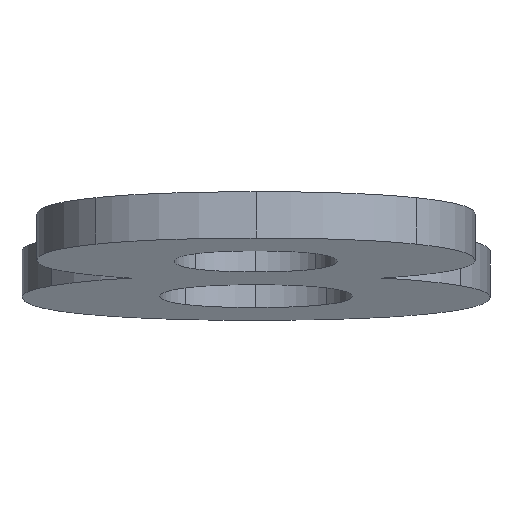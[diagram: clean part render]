
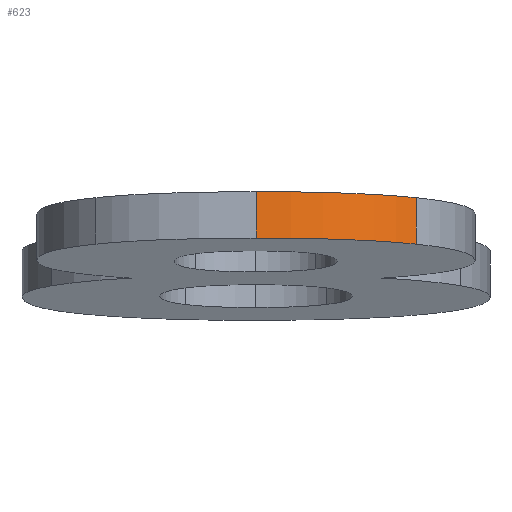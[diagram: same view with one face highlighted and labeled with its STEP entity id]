
A CAD part, left-side view. The second image highlights one B-rep face of the part: STEP entity #623.
In plain terms, the highlighted free-form (B-spline) face has degree [3, 1] with [4, 2] control points.
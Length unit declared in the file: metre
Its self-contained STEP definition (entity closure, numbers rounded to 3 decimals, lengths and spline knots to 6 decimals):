
#35=LINE('',#1117,#67);
#36=LINE('',#1126,#68);
#67=VECTOR('',#696,1.);
#68=VECTOR('',#697,1.);
#95=B_SPLINE_SURFACE_WITH_KNOTS('',3,1,((#1118,#1119),(#1120,#1121),(#1122,
#1123),(#1124,#1125)),.SURF_OF_LINEAR_EXTRUSION.,.F.,.F.,.F.,(4,4),(2,2),
(0.,1.),(0.,1.),.PIECEWISE_BEZIER_KNOTS.);
#252=ORIENTED_EDGE('',*,*,#390,.F.);
#253=ORIENTED_EDGE('',*,*,#324,.T.);
#254=ORIENTED_EDGE('',*,*,#389,.T.);
#255=ORIENTED_EDGE('',*,*,#359,.T.);
#324=EDGE_CURVE('',#421,#420,#482,.F.);
#359=EDGE_CURVE('',#446,#445,#504,.T.);
#389=EDGE_CURVE('',#420,#446,#35,.T.);
#390=EDGE_CURVE('',#421,#445,#36,.T.);
#420=VERTEX_POINT('',#785);
#421=VERTEX_POINT('',#789);
#445=VERTEX_POINT('',#955);
#446=VERTEX_POINT('',#959);
#482=B_SPLINE_CURVE_WITH_KNOTS('',2,(#786,#787,#788),.UNSPECIFIED.,.F.,
 .F.,(3,3),(0.,1.),.PIECEWISE_BEZIER_KNOTS.);
#504=B_SPLINE_CURVE_WITH_KNOTS('',2,(#956,#957,#958),.UNSPECIFIED.,.F.,
 .F.,(3,3),(0.,1.),.PIECEWISE_BEZIER_KNOTS.);
#549=EDGE_LOOP('',(#252,#253,#254,#255));
#587=FACE_BOUND('',#549,.T.);
#623=ADVANCED_FACE('',(#587),#95,.F.);
#696=DIRECTION('',(0.116,0.,0.993));
#697=DIRECTION('',(0.116,0.,0.993));
#785=CARTESIAN_POINT('',(-0.259607,0.235632,0.039106));
#786=CARTESIAN_POINT('',(-0.259607,0.235632,0.039106));
#787=CARTESIAN_POINT('',(-0.260054,0.236137,0.039158));
#788=CARTESIAN_POINT('',(-0.260054,0.237003,0.039158));
#789=CARTESIAN_POINT('',(-0.260054,0.237003,0.039158));
#955=CARTESIAN_POINT('',(-0.260008,0.237003,0.039556));
#956=CARTESIAN_POINT('',(-0.259561,0.235632,0.039503));
#957=CARTESIAN_POINT('',(-0.260008,0.236137,0.039556));
#958=CARTESIAN_POINT('',(-0.260008,0.237003,0.039556));
#959=CARTESIAN_POINT('',(-0.259561,0.235632,0.039503));
#1117=CARTESIAN_POINT('',(-0.259608,0.235632,0.039104));
#1118=CARTESIAN_POINT('',(-0.259607,0.235632,0.039106));
#1119=CARTESIAN_POINT('',(-0.259561,0.235632,0.039503));
#1120=CARTESIAN_POINT('',(-0.259905,0.235968,0.039141));
#1121=CARTESIAN_POINT('',(-0.259859,0.235968,0.039538));
#1122=CARTESIAN_POINT('',(-0.260054,0.236425,0.039158));
#1123=CARTESIAN_POINT('',(-0.260008,0.236425,0.039556));
#1124=CARTESIAN_POINT('',(-0.260054,0.237003,0.039158));
#1125=CARTESIAN_POINT('',(-0.260008,0.237003,0.039556));
#1126=CARTESIAN_POINT('',(-0.260054,0.237003,0.039156));
